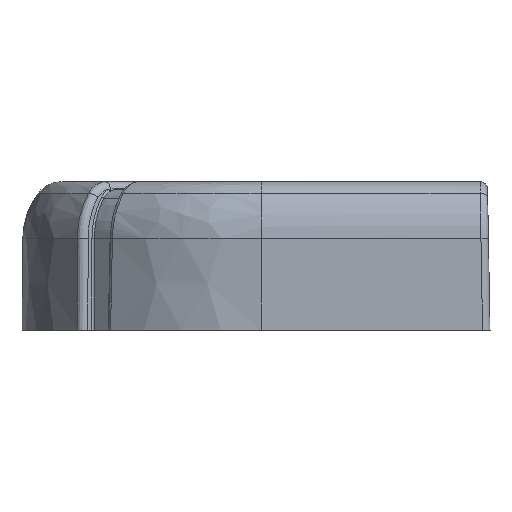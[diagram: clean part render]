
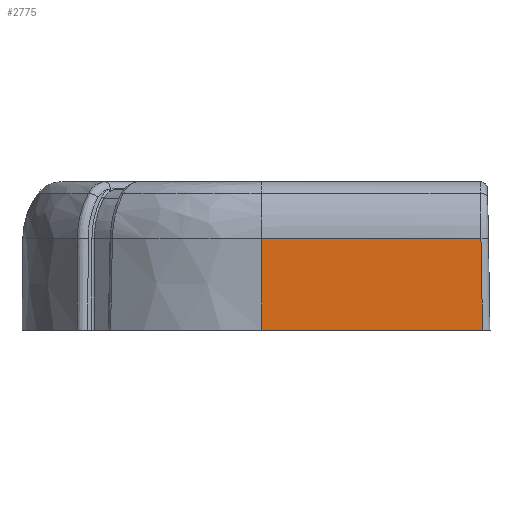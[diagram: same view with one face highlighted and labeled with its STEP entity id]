
A CAD part, front view. The second image highlights one B-rep face of the part: STEP entity #2775.
In plain terms, the highlighted planar face has unit normal (0, -1, 0.009).
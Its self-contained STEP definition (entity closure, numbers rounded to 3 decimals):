
#248 = LINE ( 'NONE', #7273, #16406 ) ;
#944 = LINE ( 'NONE', #7701, #17750 ) ;
#1458 = DIRECTION ( 'NONE',  ( 0.017, -0.009, -1. ) ) ;
#1777 = EDGE_CURVE ( 'NONE', #20017, #14892, #22900, .T. ) ;
#2472 = VERTEX_POINT ( 'NONE', #6208 ) ;
#2775 = ADVANCED_FACE ( 'NONE', ( #23206 ), #13646, .T. ) ;
#3164 = VERTEX_POINT ( 'NONE', #14483 ) ;
#4933 = LINE ( 'NONE', #22064, #27429 ) ;
#5084 = ORIENTED_EDGE ( 'NONE', *, *, #27430, .F. ) ;
#6208 = CARTESIAN_POINT ( 'NONE',  ( 16., -52.61, 46.301 ) ) ;
#7273 = CARTESIAN_POINT ( 'NONE',  ( 16., -52.61, 46.301 ) ) ;
#7332 = DIRECTION ( 'NONE',  ( 0., -1., 0.009 ) ) ;
#7701 = CARTESIAN_POINT ( 'NONE',  ( 79.453, -52.741, 31.339 ) ) ;
#9392 = DIRECTION ( 'NONE',  ( 0., 0.009, 1. ) ) ;
#9398 = DIRECTION ( 'NONE',  ( -1., 0., 0. ) ) ;
#11516 = CARTESIAN_POINT ( 'NONE',  ( 16., -52.61, 46.301 ) ) ;
#11868 = EDGE_CURVE ( 'NONE', #3164, #2472, #4933, .T. ) ;
#12407 = CARTESIAN_POINT ( 'NONE',  ( 16., -52.84, 20. ) ) ;
#12629 = EDGE_CURVE ( 'NONE', #3164, #20017, #944, .T. ) ;
#13646 = PLANE ( 'NONE',  #19911 ) ;
#14054 = ORIENTED_EDGE ( 'NONE', *, *, #12629, .F. ) ;
#14255 = ORIENTED_EDGE ( 'NONE', *, *, #11868, .T. ) ;
#14483 = CARTESIAN_POINT ( 'NONE',  ( 79.192, -52.61, 46.301 ) ) ;
#14892 = VERTEX_POINT ( 'NONE', #12407 ) ;
#15081 = DIRECTION ( 'NONE',  ( -1., 0., 0. ) ) ;
#15798 = DIRECTION ( 'NONE',  ( 0., -0.009, -1. ) ) ;
#16406 = VECTOR ( 'NONE', #9392, 1000. ) ;
#17209 = VECTOR ( 'NONE', #15081, 1000. ) ;
#17750 = VECTOR ( 'NONE', #1458, 1000. ) ;
#18701 = CARTESIAN_POINT ( 'NONE',  ( -93.385, -52.84, 20. ) ) ;
#19911 = AXIS2_PLACEMENT_3D ( 'NONE', #11516, #7332, #15798 ) ;
#20017 = VERTEX_POINT ( 'NONE', #25966 ) ;
#20892 = EDGE_LOOP ( 'NONE', ( #14054, #14255, #5084, #22308 ) ) ;
#22064 = CARTESIAN_POINT ( 'NONE',  ( 16., -52.61, 46.301 ) ) ;
#22308 = ORIENTED_EDGE ( 'NONE', *, *, #1777, .F. ) ;
#22900 = LINE ( 'NONE', #18701, #17209 ) ;
#23206 = FACE_OUTER_BOUND ( 'NONE', #20892, .T. ) ;
#25966 = CARTESIAN_POINT ( 'NONE',  ( 79.651, -52.84, 20. ) ) ;
#27429 = VECTOR ( 'NONE', #9398, 1000. ) ;
#27430 = EDGE_CURVE ( 'NONE', #14892, #2472, #248, .T. ) ;
